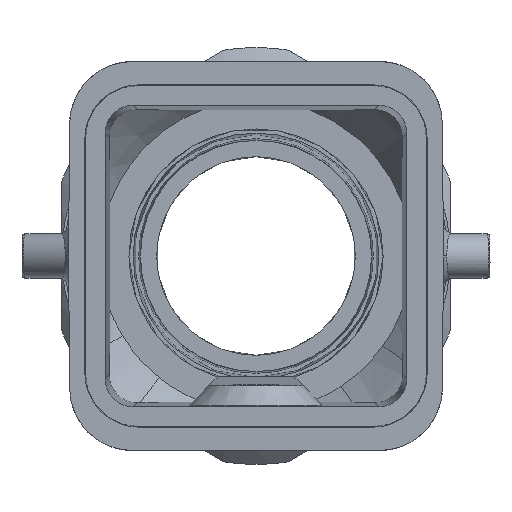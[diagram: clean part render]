
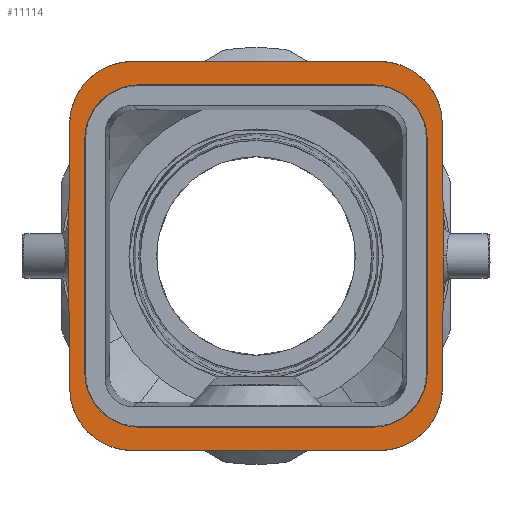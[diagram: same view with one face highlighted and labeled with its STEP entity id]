
A CAD part, front view. The second image highlights one B-rep face of the part: STEP entity #11114.
In plain terms, the highlighted planar face has unit normal (0, -1, 0).
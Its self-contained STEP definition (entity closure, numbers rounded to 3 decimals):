
#733=DIRECTION('',(1.,0.,0.));
#734=VECTOR('',#733,17.834);
#735=CARTESIAN_POINT('',(-8.917,0.,-14.));
#736=LINE('',#735,#734);
#737=CARTESIAN_POINT('',(8.917,0.,-9.5));
#738=DIRECTION('',(0.,1.,0.));
#739=DIRECTION('',(1.,0.,-0.009));
#740=AXIS2_PLACEMENT_3D('',#737,#738,#739);
#742=CARTESIAN_POINT('',(-8.917,0.,-9.5));
#743=DIRECTION('',(0.,1.,0.));
#744=DIRECTION('',(0.,0.,-1.));
#745=AXIS2_PLACEMENT_3D('',#742,#743,#744);
#747=DIRECTION('',(-0.009,0.,1.));
#748=VECTOR('',#747,9.54);
#749=CARTESIAN_POINT('',(-13.417,0.,
-9.539));
#750=LINE('',#749,#748);
#751=DIRECTION('',(0.009,0.,1.));
#752=VECTOR('',#751,9.54);
#753=CARTESIAN_POINT('',(-13.5,0.,
0.));
#754=LINE('',#753,#752);
#755=CARTESIAN_POINT('',(-8.917,0.,9.5));
#756=DIRECTION('',(0.,1.,0.));
#757=DIRECTION('',(-1.,0.,0.009));
#758=AXIS2_PLACEMENT_3D('',#755,#756,#757);
#760=CARTESIAN_POINT('',(8.917,0.,9.5));
#761=DIRECTION('',(0.,1.,0.));
#762=DIRECTION('',(0.,0.,1.));
#763=AXIS2_PLACEMENT_3D('',#760,#761,#762);
#765=DIRECTION('',(0.009,0.,-1.));
#766=VECTOR('',#765,9.54);
#767=CARTESIAN_POINT('',(13.417,0.,9.539));
#768=LINE('',#767,#766);
#769=DIRECTION('',(-0.009,0.,-1.));
#770=VECTOR('',#769,9.54);
#771=CARTESIAN_POINT('',(13.5,0.,
0.));
#772=LINE('',#771,#770);
#773=CARTESIAN_POINT('',(-8.4,0.,8.4));
#774=DIRECTION('',(0.,-1.,0.));
#775=DIRECTION('',(0.,0.,1.));
#776=AXIS2_PLACEMENT_3D('',#773,#774,#775);
#778=DIRECTION('',(0.,0.,-1.));
#779=VECTOR('',#778,16.8);
#780=CARTESIAN_POINT('',(-12.333,0.,8.4));
#781=LINE('',#780,#779);
#782=CARTESIAN_POINT('',(-8.4,0.,-8.4));
#783=DIRECTION('',(0.,-1.,0.));
#784=DIRECTION('',(-1.,0.,0.));
#785=AXIS2_PLACEMENT_3D('',#782,#783,#784);
#787=DIRECTION('',(1.,0.,0.));
#788=VECTOR('',#787,16.8);
#789=CARTESIAN_POINT('',(-8.4,0.,-12.333));
#790=LINE('',#789,#788);
#791=CARTESIAN_POINT('',(8.4,0.,-8.4));
#792=DIRECTION('',(0.,-1.,0.));
#793=DIRECTION('',(0.,0.,-1.));
#794=AXIS2_PLACEMENT_3D('',#791,#792,#793);
#796=DIRECTION('',(0.,0.,1.));
#797=VECTOR('',#796,16.8);
#798=CARTESIAN_POINT('',(12.333,0.,-8.4));
#799=LINE('',#798,#797);
#800=CARTESIAN_POINT('',(8.4,0.,8.4));
#801=DIRECTION('',(0.,-1.,0.));
#802=DIRECTION('',(1.,0.,0.));
#803=AXIS2_PLACEMENT_3D('',#800,#801,#802);
#805=DIRECTION('',(-1.,0.,0.));
#806=VECTOR('',#805,16.8);
#807=CARTESIAN_POINT('',(8.4,0.,12.333));
#808=LINE('',#807,#806);
#958=DIRECTION('',(-1.,0.,0.));
#959=VECTOR('',#958,17.834);
#960=CARTESIAN_POINT('',(8.917,0.,14.));
#961=LINE('',#960,#959);
#9133=CARTESIAN_POINT('',(-13.417,0.,
9.539));
#9134=VERTEX_POINT('',#9133);
#9135=CARTESIAN_POINT('',(-13.5,0.,
0.));
#9136=VERTEX_POINT('',#9135);
#9249=CARTESIAN_POINT('',(-13.417,0.,
-9.539));
#9250=VERTEX_POINT('',#9249);
#9254=CARTESIAN_POINT('',(-8.917,0.,-14.));
#9255=VERTEX_POINT('',#9254);
#9256=CARTESIAN_POINT('',(8.917,0.,-14.));
#9257=VERTEX_POINT('',#9256);
#9258=CARTESIAN_POINT('',(13.417,0.,
-9.539));
#9259=VERTEX_POINT('',#9258);
#9260=CARTESIAN_POINT('',(-8.917,0.,14.));
#9261=VERTEX_POINT('',#9260);
#9262=CARTESIAN_POINT('',(8.917,0.,14.));
#9263=VERTEX_POINT('',#9262);
#9264=CARTESIAN_POINT('',(13.417,0.,
9.539));
#9265=VERTEX_POINT('',#9264);
#9266=CARTESIAN_POINT('',(13.5,0.,
0.));
#9267=VERTEX_POINT('',#9266);
#9268=CARTESIAN_POINT('',(-8.4,0.,
12.333));
#9269=CARTESIAN_POINT('',(-12.333,0.,
8.4));
#9270=VERTEX_POINT('',#9268);
#9271=VERTEX_POINT('',#9269);
#9272=CARTESIAN_POINT('',(-12.333,0.,-8.4));
#9273=VERTEX_POINT('',#9272);
#9274=CARTESIAN_POINT('',(-8.4,0.,
-12.333));
#9275=VERTEX_POINT('',#9274);
#9276=CARTESIAN_POINT('',(8.4,0.,-12.333));
#9277=VERTEX_POINT('',#9276);
#9278=CARTESIAN_POINT('',(12.333,0.,
-8.4));
#9279=VERTEX_POINT('',#9278);
#9280=CARTESIAN_POINT('',(12.333,0.,8.4));
#9281=VERTEX_POINT('',#9280);
#9282=CARTESIAN_POINT('',(8.4,0.,
12.333));
#9283=VERTEX_POINT('',#9282);
#11073=CARTESIAN_POINT('',(0.,0.,0.));
#11074=DIRECTION('',(0.,1.,0.));
#11075=DIRECTION('',(0.,0.,1.));
#11076=AXIS2_PLACEMENT_3D('',#11073,#11074,#11075);
#11077=PLANE('',#11076);
#11079=ORIENTED_EDGE('',*,*,#11078,.T.);
#11080=ORIENTED_EDGE('',*,*,#11066,.F.);
#11081=ORIENTED_EDGE('',*,*,#11054,.T.);
#11082=ORIENTED_EDGE('',*,*,#11039,.T.);
#11083=ORIENTED_EDGE('',*,*,#10586,.T.);
#11085=ORIENTED_EDGE('',*,*,#11084,.T.);
#11087=ORIENTED_EDGE('',*,*,#11086,.F.);
#11089=ORIENTED_EDGE('',*,*,#11088,.T.);
#11091=ORIENTED_EDGE('',*,*,#11090,.T.);
#11093=ORIENTED_EDGE('',*,*,#11092,.T.);
#11094=EDGE_LOOP('',(#11079,#11080,#11081,#11082,#11083,#11085,#11087,#11089,
#11091,#11093));
#11095=FACE_OUTER_BOUND('',#11094,.F.);
#11097=ORIENTED_EDGE('',*,*,#11096,.T.);
#11099=ORIENTED_EDGE('',*,*,#11098,.T.);
#11101=ORIENTED_EDGE('',*,*,#11100,.T.);
#11103=ORIENTED_EDGE('',*,*,#11102,.T.);
#11105=ORIENTED_EDGE('',*,*,#11104,.T.);
#11107=ORIENTED_EDGE('',*,*,#11106,.T.);
#11109=ORIENTED_EDGE('',*,*,#11108,.T.);
#11111=ORIENTED_EDGE('',*,*,#11110,.T.);
#11112=EDGE_LOOP('',(#11097,#11099,#11101,#11103,#11105,#11107,#11109,#11111));
#11113=FACE_BOUND('',#11112,.F.);
#11114=ADVANCED_FACE('',(#11095,#11113),#11077,.F.);
#741=CIRCLE('',#740,4.5);
#746=CIRCLE('',#745,4.5);
#759=CIRCLE('',#758,4.5);
#764=CIRCLE('',#763,4.5);
#777=CIRCLE('',#776,3.933);
#786=CIRCLE('',#785,3.933);
#795=CIRCLE('',#794,3.933);
#804=CIRCLE('',#803,3.933);
#10586=EDGE_CURVE('',#9136,#9134,#754,.T.);
#11039=EDGE_CURVE('',#9250,#9136,#750,.T.);
#11054=EDGE_CURVE('',#9255,#9250,#746,.T.);
#11066=EDGE_CURVE('',#9255,#9257,#736,.T.);
#11078=EDGE_CURVE('',#9259,#9257,#741,.T.);
#11084=EDGE_CURVE('',#9134,#9261,#759,.T.);
#11086=EDGE_CURVE('',#9263,#9261,#961,.T.);
#11088=EDGE_CURVE('',#9263,#9265,#764,.T.);
#11090=EDGE_CURVE('',#9265,#9267,#768,.T.);
#11092=EDGE_CURVE('',#9267,#9259,#772,.T.);
#11096=EDGE_CURVE('',#9270,#9271,#777,.T.);
#11098=EDGE_CURVE('',#9271,#9273,#781,.T.);
#11100=EDGE_CURVE('',#9273,#9275,#786,.T.);
#11102=EDGE_CURVE('',#9275,#9277,#790,.T.);
#11104=EDGE_CURVE('',#9277,#9279,#795,.T.);
#11106=EDGE_CURVE('',#9279,#9281,#799,.T.);
#11108=EDGE_CURVE('',#9281,#9283,#804,.T.);
#11110=EDGE_CURVE('',#9283,#9270,#808,.T.);
